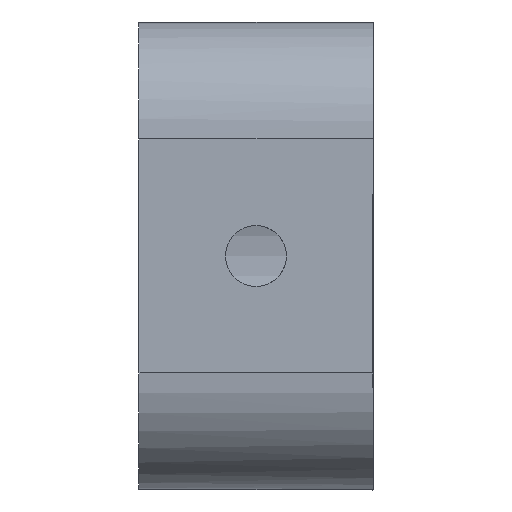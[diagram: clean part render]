
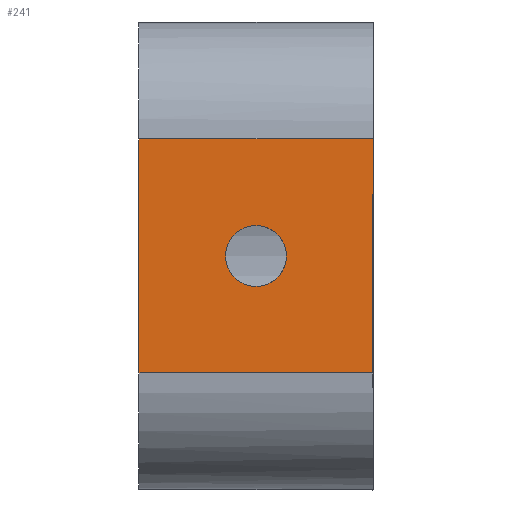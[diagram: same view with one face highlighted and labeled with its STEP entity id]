
A CAD part, left-side view. The second image highlights one B-rep face of the part: STEP entity #241.
In plain terms, the highlighted planar face has unit normal (-1, 0, 0).
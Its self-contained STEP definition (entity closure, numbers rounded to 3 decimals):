
#81=AXIS2_PLACEMENT_3D('Circle Axis2P3D',#79,#80,$) ;
#188=AXIS2_PLACEMENT_3D('Circle Axis2P3D',#186,#187,$) ;
#201=AXIS2_PLACEMENT_3D('Plane Axis2P3D',#198,#199,#200) ;
#76=CARTESIAN_POINT('Vertex',(-12.7,6.35,-1.65)) ;
#79=CARTESIAN_POINT('Axis2P3D Location',(-12.7,6.35,0.)) ;
#83=CARTESIAN_POINT('Vertex',(-12.7,6.35,1.65)) ;
#186=CARTESIAN_POINT('Axis2P3D Location',(-12.7,6.35,0.)) ;
#198=CARTESIAN_POINT('Axis2P3D Location',(-12.7,12.7,-12.7)) ;
#203=CARTESIAN_POINT('Line Origine',(-12.7,0.,0.)) ;
#207=CARTESIAN_POINT('Vertex',(-12.7,0.,-6.35)) ;
#209=CARTESIAN_POINT('Vertex',(-12.7,0.,6.35)) ;
#212=CARTESIAN_POINT('Line Origine',(-12.7,6.35,6.35)) ;
#216=CARTESIAN_POINT('Vertex',(-12.7,12.7,6.35)) ;
#219=CARTESIAN_POINT('Line Origine',(-12.7,12.7,0.)) ;
#223=CARTESIAN_POINT('Vertex',(-12.7,12.7,-6.35)) ;
#226=CARTESIAN_POINT('Line Origine',(-12.7,6.35,-6.35)) ;
#80=DIRECTION('Axis2P3D Direction',(-1.,0.,0.)) ;
#187=DIRECTION('Axis2P3D Direction',(-1.,0.,0.)) ;
#199=DIRECTION('Axis2P3D Direction',(1.,-0.,0.)) ;
#200=DIRECTION('Axis2P3D XDirection',(0.,0.,-1.)) ;
#204=DIRECTION('Vector Direction',(0.,0.,1.)) ;
#213=DIRECTION('Vector Direction',(0.,1.,0.)) ;
#220=DIRECTION('Vector Direction',(0.,0.,1.)) ;
#227=DIRECTION('Vector Direction',(0.,-1.,0.)) ;
#205=VECTOR('Line Direction',#204,1.) ;
#214=VECTOR('Line Direction',#213,1.) ;
#221=VECTOR('Line Direction',#220,1.) ;
#228=VECTOR('Line Direction',#227,1.) ;
#232=ORIENTED_EDGE('',*,*,#211,.T.) ;
#233=ORIENTED_EDGE('',*,*,#218,.T.) ;
#234=ORIENTED_EDGE('',*,*,#225,.F.) ;
#235=ORIENTED_EDGE('',*,*,#230,.T.) ;
#238=ORIENTED_EDGE('',*,*,#190,.F.) ;
#239=ORIENTED_EDGE('',*,*,#85,.F.) ;
#240=FACE_BOUND('',#237,.T.) ;
#241=ADVANCED_FACE('Tap Drill for M4x0.7 Tap1',(#236,#240),#202,.F.) ;
#82=CIRCLE('generated circle',#81,1.65) ;
#189=CIRCLE('generated circle',#188,1.65) ;
#85=EDGE_CURVE('',#77,#84,#82,.T.) ;
#190=EDGE_CURVE('',#84,#77,#189,.T.) ;
#211=EDGE_CURVE('',#208,#210,#206,.T.) ;
#218=EDGE_CURVE('',#210,#217,#215,.T.) ;
#225=EDGE_CURVE('',#224,#217,#222,.T.) ;
#230=EDGE_CURVE('',#224,#208,#229,.T.) ;
#231=EDGE_LOOP('',(#232,#233,#234,#235)) ;
#237=EDGE_LOOP('',(#238,#239)) ;
#236=FACE_OUTER_BOUND('',#231,.T.) ;
#206=LINE('Line',#203,#205) ;
#215=LINE('Line',#212,#214) ;
#222=LINE('Line',#219,#221) ;
#229=LINE('Line',#226,#228) ;
#202=PLANE('',#201) ;
#77=VERTEX_POINT('',#76) ;
#84=VERTEX_POINT('',#83) ;
#208=VERTEX_POINT('',#207) ;
#210=VERTEX_POINT('',#209) ;
#217=VERTEX_POINT('',#216) ;
#224=VERTEX_POINT('',#223) ;
